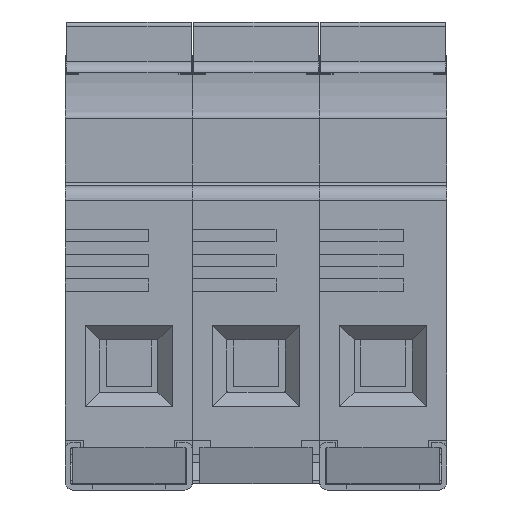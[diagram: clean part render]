
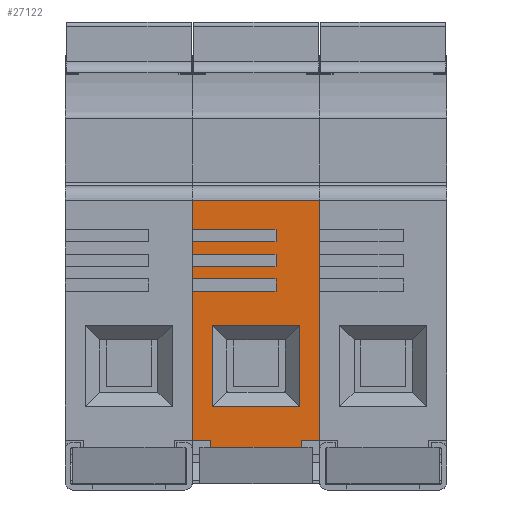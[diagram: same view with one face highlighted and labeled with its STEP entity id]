
A CAD part, front view. The second image highlights one B-rep face of the part: STEP entity #27122.
In plain terms, the highlighted planar face has unit normal (0, -1, 0).
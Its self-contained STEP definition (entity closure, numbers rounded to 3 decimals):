
#22818=DIRECTION('',(0.,0.,-1.));
#22819=VECTOR('',#22818,4.);
#22820=CARTESIAN_POINT('',(0.,-58.2,35.));
#22821=LINE('',#22820,#22819);
#22839=DIRECTION('',(0.,0.,-1.));
#22840=VECTOR('',#22839,1.7);
#22841=CARTESIAN_POINT('',(0.,-58.2,29.3));
#22842=LINE('',#22841,#22840);
#22860=DIRECTION('',(0.,0.,-1.));
#22861=VECTOR('',#22860,1.7);
#22862=CARTESIAN_POINT('',(0.,-58.2,25.9));
#22863=LINE('',#22862,#22861);
#22881=DIRECTION('',(0.,0.,-1.));
#22882=VECTOR('',#22881,20.5);
#22883=CARTESIAN_POINT('',(0.,-58.2,22.5));
#22884=LINE('',#22883,#22882);
#24116=DIRECTION('',(1.,0.,0.));
#24117=VECTOR('',#24116,2.5);
#24118=CARTESIAN_POINT('',(0.,-58.2,2.));
#24119=LINE('',#24118,#24117);
#24137=DIRECTION('',(0.,0.,1.));
#24138=VECTOR('',#24137,1.);
#24139=CARTESIAN_POINT('',(2.5,-58.2,1.));
#24140=LINE('',#24139,#24138);
#24144=DIRECTION('',(1.,0.,0.));
#24145=VECTOR('',#24144,11.5);
#24146=CARTESIAN_POINT('',(0.,-58.2,22.5));
#24147=LINE('',#24146,#24145);
#24151=DIRECTION('',(1.,0.,0.));
#24152=VECTOR('',#24151,11.5);
#24153=CARTESIAN_POINT('',(0.,-58.2,25.9));
#24154=LINE('',#24153,#24152);
#24158=DIRECTION('',(1.,0.,0.));
#24159=VECTOR('',#24158,11.5);
#24160=CARTESIAN_POINT('',(0.,-58.2,29.3));
#24161=LINE('',#24160,#24159);
#24165=DIRECTION('',(0.,0.,-1.));
#24166=VECTOR('',#24165,33.);
#24167=CARTESIAN_POINT('',(17.5,-58.2,35.));
#24168=LINE('',#24167,#24166);
#24172=DIRECTION('',(-1.,0.,0.));
#24173=VECTOR('',#24172,2.5);
#24174=CARTESIAN_POINT('',(17.5,-58.2,2.));
#24175=LINE('',#24174,#24173);
#24249=DIRECTION('',(1.,0.,0.));
#24250=VECTOR('',#24249,12.5);
#24251=CARTESIAN_POINT('',(2.5,-58.2,1.));
#24252=LINE('',#24251,#24250);
#24305=DIRECTION('',(0.,0.,1.));
#24306=VECTOR('',#24305,1.);
#24307=CARTESIAN_POINT('',(15.,-58.2,1.));
#24308=LINE('',#24307,#24306);
#24410=DIRECTION('',(1.,0.,0.));
#24411=VECTOR('',#24410,11.5);
#24412=CARTESIAN_POINT('',(0.,-58.2,24.2));
#24413=LINE('',#24412,#24411);
#24424=DIRECTION('',(0.,0.,-1.));
#24425=VECTOR('',#24424,1.7);
#24426=CARTESIAN_POINT('',(11.5,-58.2,24.2));
#24427=LINE('',#24426,#24425);
#24466=DIRECTION('',(1.,0.,0.));
#24467=VECTOR('',#24466,11.5);
#24468=CARTESIAN_POINT('',(0.,-58.2,27.6));
#24469=LINE('',#24468,#24467);
#24480=DIRECTION('',(0.,0.,-1.));
#24481=VECTOR('',#24480,1.7);
#24482=CARTESIAN_POINT('',(11.5,-58.2,27.6));
#24483=LINE('',#24482,#24481);
#24522=DIRECTION('',(1.,0.,0.));
#24523=VECTOR('',#24522,11.5);
#24524=CARTESIAN_POINT('',(0.,-58.2,31.));
#24525=LINE('',#24524,#24523);
#24536=DIRECTION('',(0.,0.,-1.));
#24537=VECTOR('',#24536,1.7);
#24538=CARTESIAN_POINT('',(11.5,-58.2,31.));
#24539=LINE('',#24538,#24537);
#24543=DIRECTION('',(-1.,0.,0.));
#24544=VECTOR('',#24543,17.5);
#24545=CARTESIAN_POINT('',(17.5,-58.2,35.));
#24546=LINE('',#24545,#24544);
#24741=DIRECTION('',(0.,0.,-1.));
#24742=VECTOR('',#24741,11.2);
#24743=CARTESIAN_POINT('',(14.75,-58.2,17.8));
#24744=LINE('',#24743,#24742);
#24839=DIRECTION('',(1.,0.,0.));
#24840=VECTOR('',#24839,12.);
#24841=CARTESIAN_POINT('',(2.75,-58.2,17.8));
#24842=LINE('',#24841,#24840);
#24853=DIRECTION('',(0.,0.,1.));
#24854=VECTOR('',#24853,11.2);
#24855=CARTESIAN_POINT('',(2.75,-58.2,6.6));
#24856=LINE('',#24855,#24854);
#24867=DIRECTION('',(-1.,0.,0.));
#24868=VECTOR('',#24867,12.);
#24869=CARTESIAN_POINT('',(14.75,-58.2,6.6));
#24870=LINE('',#24869,#24868);
#25296=CARTESIAN_POINT('',(0.,-58.2,35.));
#25297=VERTEX_POINT('',#25296);
#25298=CARTESIAN_POINT('',(0.,-58.2,31.));
#25299=VERTEX_POINT('',#25298);
#25304=CARTESIAN_POINT('',(0.,-58.2,29.3));
#25305=VERTEX_POINT('',#25304);
#25306=CARTESIAN_POINT('',(0.,-58.2,27.6));
#25307=VERTEX_POINT('',#25306);
#25312=CARTESIAN_POINT('',(0.,-58.2,25.9));
#25313=VERTEX_POINT('',#25312);
#25314=CARTESIAN_POINT('',(0.,-58.2,24.2));
#25315=VERTEX_POINT('',#25314);
#25320=CARTESIAN_POINT('',(0.,-58.2,22.5));
#25321=VERTEX_POINT('',#25320);
#25322=CARTESIAN_POINT('',(0.,-58.2,2.));
#25323=VERTEX_POINT('',#25322);
#25535=CARTESIAN_POINT('',(17.5,-58.2,2.));
#25536=VERTEX_POINT('',#25535);
#25537=CARTESIAN_POINT('',(17.5,-58.2,35.));
#25538=VERTEX_POINT('',#25537);
#25587=CARTESIAN_POINT('',(2.5,-58.2,2.));
#25588=VERTEX_POINT('',#25587);
#25589=CARTESIAN_POINT('',(2.5,-58.2,1.));
#25590=VERTEX_POINT('',#25589);
#25591=CARTESIAN_POINT('',(11.5,-58.2,22.5));
#25592=VERTEX_POINT('',#25591);
#25593=CARTESIAN_POINT('',(11.5,-58.2,24.2));
#25594=VERTEX_POINT('',#25593);
#25595=CARTESIAN_POINT('',(11.5,-58.2,25.9));
#25596=VERTEX_POINT('',#25595);
#25597=CARTESIAN_POINT('',(11.5,-58.2,27.6));
#25598=VERTEX_POINT('',#25597);
#25599=CARTESIAN_POINT('',(11.5,-58.2,29.3));
#25600=VERTEX_POINT('',#25599);
#25601=CARTESIAN_POINT('',(11.5,-58.2,31.));
#25602=VERTEX_POINT('',#25601);
#25603=CARTESIAN_POINT('',(15.,-58.2,2.));
#25604=VERTEX_POINT('',#25603);
#25605=CARTESIAN_POINT('',(15.,-58.2,1.));
#25606=VERTEX_POINT('',#25605);
#25607=CARTESIAN_POINT('',(14.75,-58.2,17.8));
#25608=CARTESIAN_POINT('',(14.75,-58.2,6.6));
#25609=VERTEX_POINT('',#25607);
#25610=VERTEX_POINT('',#25608);
#25611=CARTESIAN_POINT('',(2.75,-58.2,17.8));
#25612=VERTEX_POINT('',#25611);
#25613=CARTESIAN_POINT('',(2.75,-58.2,6.6));
#25614=VERTEX_POINT('',#25613);
#27071=CARTESIAN_POINT('',(0.,-58.2,37.));
#27072=DIRECTION('',(0.,-1.,0.));
#27073=DIRECTION('',(0.,0.,-1.));
#27074=AXIS2_PLACEMENT_3D('',#27071,#27072,#27073);
#27075=PLANE('',#27074);
#27077=ORIENTED_EDGE('',*,*,#27076,.T.);
#27078=ORIENTED_EDGE('',*,*,#27056,.F.);
#27079=ORIENTED_EDGE('',*,*,#25784,.F.);
#27081=ORIENTED_EDGE('',*,*,#27080,.T.);
#27083=ORIENTED_EDGE('',*,*,#27082,.F.);
#27085=ORIENTED_EDGE('',*,*,#27084,.F.);
#27086=ORIENTED_EDGE('',*,*,#25776,.F.);
#27088=ORIENTED_EDGE('',*,*,#27087,.T.);
#27090=ORIENTED_EDGE('',*,*,#27089,.F.);
#27092=ORIENTED_EDGE('',*,*,#27091,.F.);
#27093=ORIENTED_EDGE('',*,*,#25768,.F.);
#27095=ORIENTED_EDGE('',*,*,#27094,.T.);
#27097=ORIENTED_EDGE('',*,*,#27096,.F.);
#27099=ORIENTED_EDGE('',*,*,#27098,.F.);
#27100=ORIENTED_EDGE('',*,*,#25760,.F.);
#27102=ORIENTED_EDGE('',*,*,#27101,.F.);
#27103=ORIENTED_EDGE('',*,*,#26617,.T.);
#27105=ORIENTED_EDGE('',*,*,#27104,.T.);
#27107=ORIENTED_EDGE('',*,*,#27106,.F.);
#27109=ORIENTED_EDGE('',*,*,#27108,.F.);
#27110=EDGE_LOOP('',(#27077,#27078,#27079,#27081,#27083,#27085,#27086,#27088,
#27090,#27092,#27093,#27095,#27097,#27099,#27100,#27102,#27103,#27105,#27107,
#27109));
#27111=FACE_OUTER_BOUND('',#27110,.F.);
#27113=ORIENTED_EDGE('',*,*,#27112,.F.);
#27115=ORIENTED_EDGE('',*,*,#27114,.F.);
#27117=ORIENTED_EDGE('',*,*,#27116,.F.);
#27119=ORIENTED_EDGE('',*,*,#27118,.F.);
#27120=EDGE_LOOP('',(#27113,#27115,#27117,#27119));
#27121=FACE_BOUND('',#27120,.F.);
#25760=EDGE_CURVE('',#25297,#25299,#22821,.T.);
#25768=EDGE_CURVE('',#25305,#25307,#22842,.T.);
#25776=EDGE_CURVE('',#25313,#25315,#22863,.T.);
#25784=EDGE_CURVE('',#25321,#25323,#22884,.T.);
#26617=EDGE_CURVE('',#25538,#25536,#24168,.T.);
#27056=EDGE_CURVE('',#25323,#25588,#24119,.T.);
#27076=EDGE_CURVE('',#25590,#25588,#24140,.T.);
#27080=EDGE_CURVE('',#25321,#25592,#24147,.T.);
#27082=EDGE_CURVE('',#25594,#25592,#24427,.T.);
#27084=EDGE_CURVE('',#25315,#25594,#24413,.T.);
#27087=EDGE_CURVE('',#25313,#25596,#24154,.T.);
#27089=EDGE_CURVE('',#25598,#25596,#24483,.T.);
#27091=EDGE_CURVE('',#25307,#25598,#24469,.T.);
#27094=EDGE_CURVE('',#25305,#25600,#24161,.T.);
#27096=EDGE_CURVE('',#25602,#25600,#24539,.T.);
#27098=EDGE_CURVE('',#25299,#25602,#24525,.T.);
#27101=EDGE_CURVE('',#25538,#25297,#24546,.T.);
#27104=EDGE_CURVE('',#25536,#25604,#24175,.T.);
#27106=EDGE_CURVE('',#25606,#25604,#24308,.T.);
#27108=EDGE_CURVE('',#25590,#25606,#24252,.T.);
#27112=EDGE_CURVE('',#25609,#25610,#24744,.T.);
#27114=EDGE_CURVE('',#25612,#25609,#24842,.T.);
#27116=EDGE_CURVE('',#25614,#25612,#24856,.T.);
#27118=EDGE_CURVE('',#25610,#25614,#24870,.T.);
#27122=ADVANCED_FACE('',(#27111,#27121),#27075,.T.);
